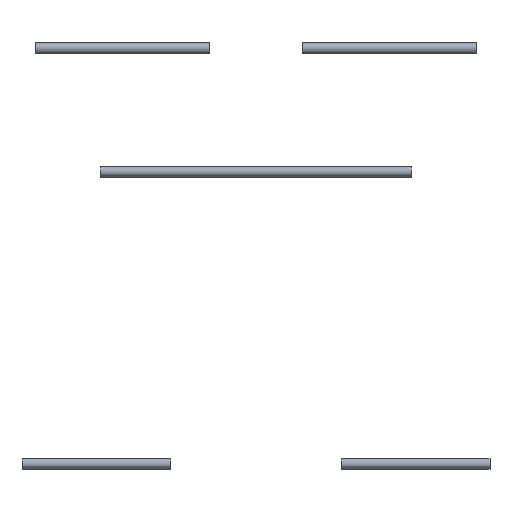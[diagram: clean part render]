
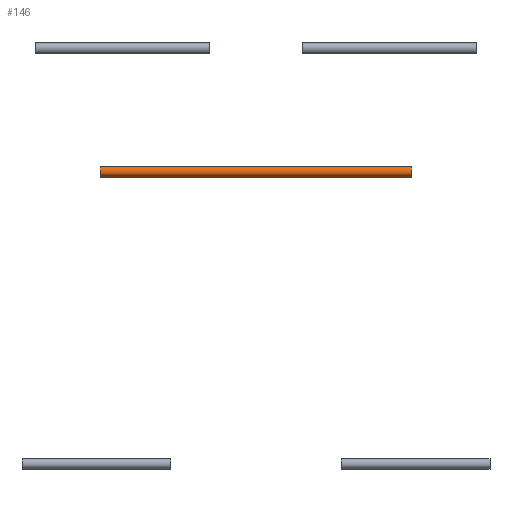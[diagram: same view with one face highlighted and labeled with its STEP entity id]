
A CAD part, front view. The second image highlights one B-rep face of the part: STEP entity #146.
In plain terms, the highlighted cylindrical face has radius 4 mm (diameter 8 mm), a full revolution.
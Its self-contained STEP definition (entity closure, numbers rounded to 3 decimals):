
#24=LINE('',#271,#29);
#29=VECTOR('',#218,4.);
#34=CYLINDRICAL_SURFACE('',#181,4.);
#41=FACE_OUTER_BOUND('',#56,.T.);
#56=EDGE_LOOP('',(#109,#110,#111,#112));
#70=CIRCLE('',#182,4.);
#71=CIRCLE('',#183,4.);
#80=VERTEX_POINT('',#268);
#81=VERTEX_POINT('',#270);
#91=EDGE_CURVE('',#80,#80,#70,.T.);
#92=EDGE_CURVE('',#80,#81,#24,.T.);
#93=EDGE_CURVE('',#81,#81,#71,.T.);
#109=ORIENTED_EDGE('',*,*,#91,.F.);
#110=ORIENTED_EDGE('',*,*,#92,.T.);
#111=ORIENTED_EDGE('',*,*,#93,.T.);
#112=ORIENTED_EDGE('',*,*,#92,.F.);
#146=ADVANCED_FACE('',(#41),#34,.T.);
#181=AXIS2_PLACEMENT_3D('',#267,#214,#215);
#182=AXIS2_PLACEMENT_3D('',#269,#216,#217);
#183=AXIS2_PLACEMENT_3D('',#272,#219,#220);
#214=DIRECTION('center_axis',(1.,0.,0.));
#215=DIRECTION('ref_axis',(0.,0.,-1.));
#216=DIRECTION('center_axis',(1.,0.,0.));
#217=DIRECTION('ref_axis',(0.,0.,-1.));
#218=DIRECTION('',(-1.,0.,0.));
#219=DIRECTION('center_axis',(1.,0.,0.));
#220=DIRECTION('ref_axis',(0.,0.,-1.));
#267=CARTESIAN_POINT('Origin',(-118.5,0.,64.048));
#268=CARTESIAN_POINT('',(118.5,0.,68.048));
#269=CARTESIAN_POINT('Origin',(118.5,0.,64.048));
#270=CARTESIAN_POINT('',(-118.5,0.,68.048));
#271=CARTESIAN_POINT('',(-118.5,0.,68.048));
#272=CARTESIAN_POINT('Origin',(-118.5,0.,64.048));
